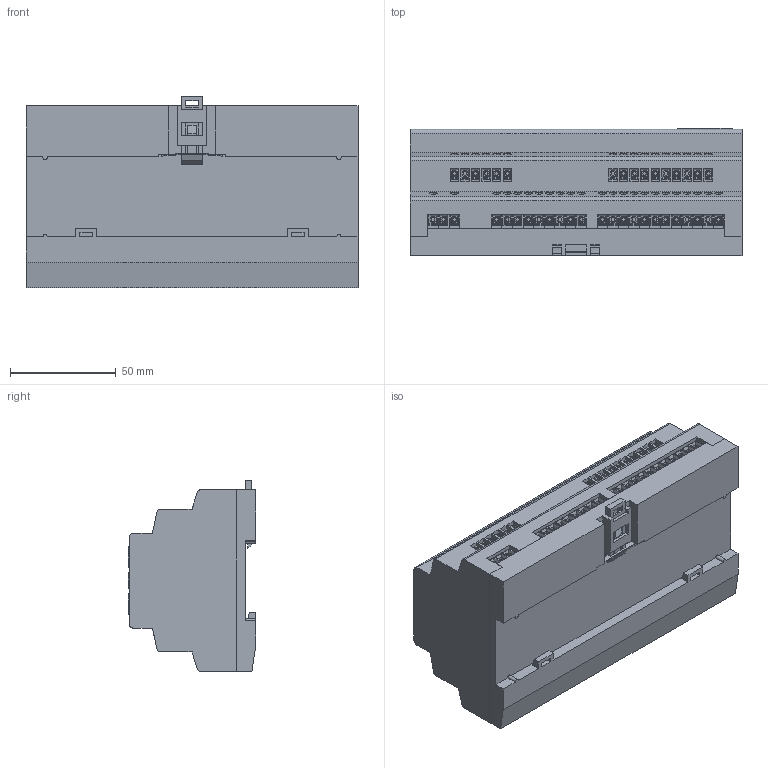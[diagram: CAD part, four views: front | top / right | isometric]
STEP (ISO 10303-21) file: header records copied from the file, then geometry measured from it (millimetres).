
FILE_DESCRIPTION (( 'STEP AP214' ), '1' );
FILE_NAME ('ﾒﾐﾌ_132_ﾑ碚猩魵.STEP', '2015-07-09T07:45:31', ( '' ), ( '' ), 'SwSTEP 2.0', 'SolidWorks 2014', '' );
FILE_SCHEMA (( 'AUTOMOTIVE_DESIGN' ));
Length unit declared in the file: millimetre
Products named in the file (10): Çàùåëêà; RJ11; Êëåììà_íèçêàÿ_02_3.5ìì; Êëåììà íèçêàÿ_02_5ìì; Êëåììà_íèçêàÿ_01_5ìì; ÒÐÌ_132_êîðïóñ_äíî; ﾒﾐﾌ_132_ﾑ碚猩魵; 扱闀膱; Ëèöåâàÿ ïàíåëü; Êîðïóñ íîâûé
Assembly tree (71 placements, depth 2):
  ﾒﾐﾌ_132_ﾑ碚猩魵
    ÒÐÌ_132_êîðïóñ_äíî
    Êëåììà_íèçêàÿ_01_5ìì  x43
    Êëåììà íèçêàÿ_02_5ìì  x16
    Êëåììà_íèçêàÿ_02_3.5ìì  x6
    RJ11
    Çàùåëêà
    Êîðïóñ íîâûé
    Ëèöåâàÿ ïàíåëü
    扱闀膱
Bounding box: 157 x 60.21 x 90.35 mm (x, y, z)
Volume: 411858.5 mm3; surface area: 155658.4 mm2
Topology: 279 solids, 279 shells, 4536 faces, 11020 edges, 7288 vertices
Faces by surface type: plane 3256, cylinder 1061, bspline 219
Entity records: 60274 total; most frequent: CARTESIAN_POINT 11633, ORIENTED_EDGE 7968, DIRECTION 6616, EDGE_CURVE 3984, LINE 3016, VECTOR 3016, VERTEX_POINT 2652, AXIS2_PLACEMENT_3D 1800
